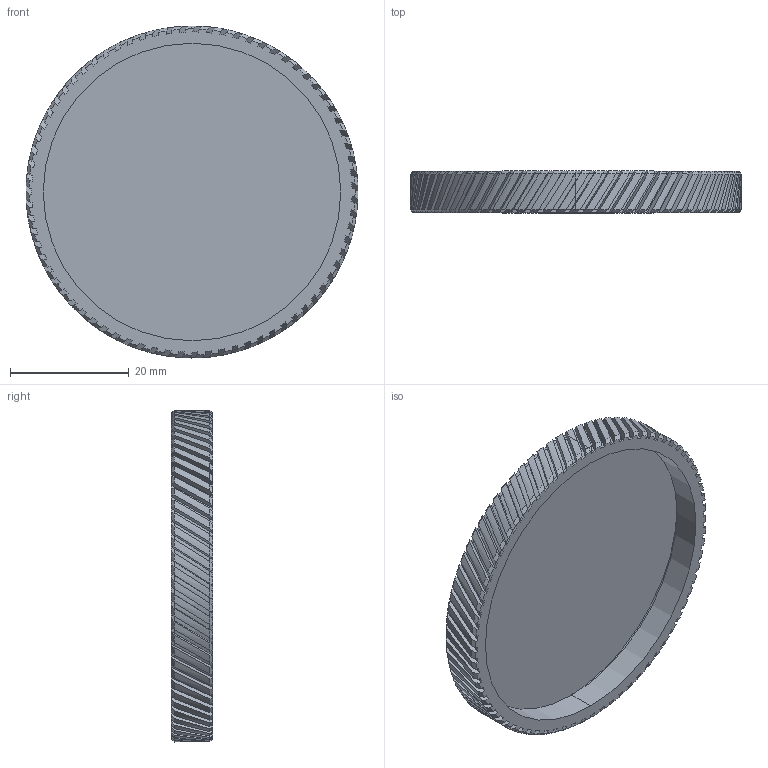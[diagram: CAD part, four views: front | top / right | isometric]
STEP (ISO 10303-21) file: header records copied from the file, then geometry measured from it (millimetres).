
FILE_DESCRIPTION (( 'STEP AP214' ), '1' );
FILE_NAME ('513007.STEP', '2019-09-17T06:16:19', ( '' ), ( '' ), 'SwSTEP 2.0', 'SolidWorks 2016', '' );
FILE_SCHEMA (( 'AUTOMOTIVE_DESIGN' ));
Length unit declared in the file: millimetre
Products named in the file (1): 513007
Bounding box: 56 x 7 x 56 mm (x, y, z)
Surface area: 9373.7 mm2 (no closed solid volume)
Topology: 0 solids, 2 shells, 464 faces, 1379 edges, 919 vertices
Faces by surface type: cylinder 158, plane 154, cone 152
Entity records: 16034 total; most frequent: CARTESIAN_POINT 4572, ORIENTED_EDGE 2754, DIRECTION 2172, EDGE_CURVE 1379, AXIS2_PLACEMENT_3D 931, VERTEX_POINT 919, EDGE_LOOP 466, CIRCLE 466
